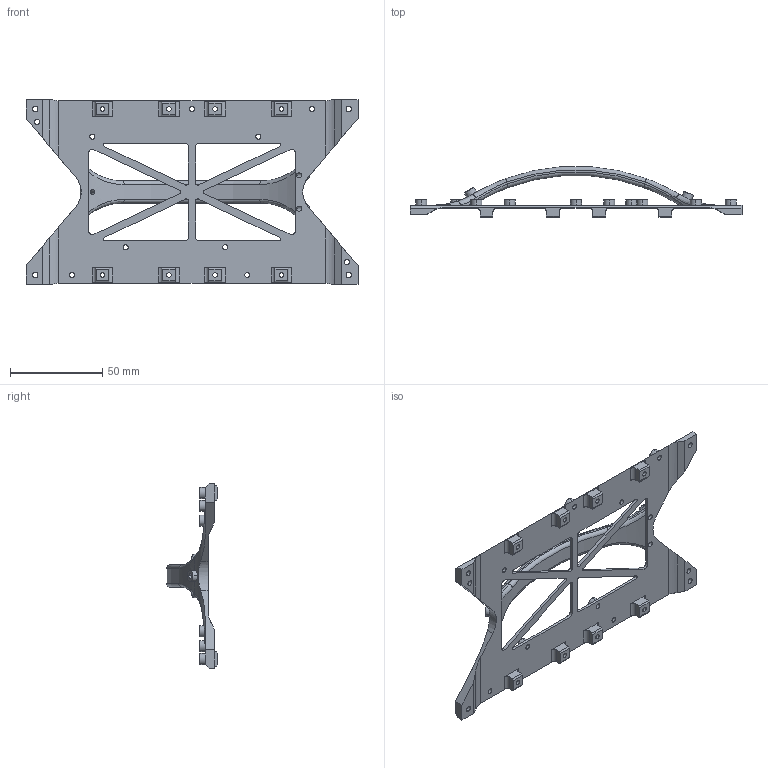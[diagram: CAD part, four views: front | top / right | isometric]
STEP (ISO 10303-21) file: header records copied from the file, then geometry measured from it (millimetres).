
FILE_DESCRIPTION (( 'STEP AP214' ), '1' );
FILE_NAME ('body_structure_center_vicon.STEP', '2020-05-14T06:47:20', ( '' ), ( '' ), 'SwSTEP 2.0', 'SolidWorks 2017', '' );
FILE_SCHEMA (( 'AUTOMOTIVE_DESIGN' ));
Length unit declared in the file: millimetre
Products named in the file (1): body_structure_center_vicon
Bounding box: 180 x 27.48 x 100 mm (x, y, z)
Volume: 29704.8 mm3; surface area: 30627.2 mm2
Topology: 1 solids, 1 shells, 301 faces, 805 edges, 526 vertices
Faces by surface type: cylinder 152, plane 125, bspline 20, torus 4
Entity records: 10735 total; most frequent: CARTESIAN_POINT 3009, ORIENTED_EDGE 1602, DIRECTION 1601, EDGE_CURVE 801, AXIS2_PLACEMENT_3D 588, VERTEX_POINT 526, LINE 425, VECTOR 425
